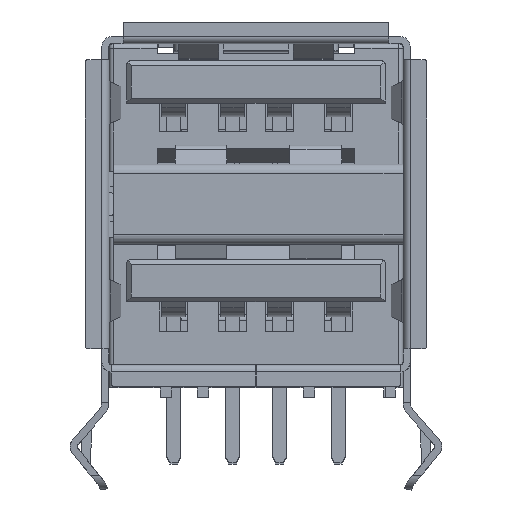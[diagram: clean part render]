
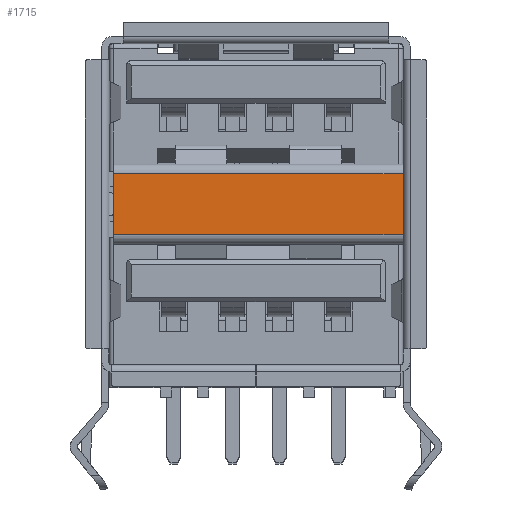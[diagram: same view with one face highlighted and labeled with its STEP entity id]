
A CAD part, front view. The second image highlights one B-rep face of the part: STEP entity #1715.
In plain terms, the highlighted planar face has unit normal (0, -1, 0).
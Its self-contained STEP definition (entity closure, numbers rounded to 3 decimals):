
#1715=ADVANCED_FACE('',(#4610),#4611,.T.);
#4610=FACE_OUTER_BOUND('',#8809,.T.);
#4611=PLANE('',#8810);
#8809=EDGE_LOOP('',(#13826,#13827,#13828,#13829));
#8810=AXIS2_PLACEMENT_3D('',#13830,#13831,#13832);
#13826=ORIENTED_EDGE('',*,*,#26639,.F.);
#13827=ORIENTED_EDGE('',*,*,#26640,.F.);
#13828=ORIENTED_EDGE('',*,*,#26641,.T.);
#13829=ORIENTED_EDGE('',*,*,#26642,.T.);
#13830=CARTESIAN_POINT('',(-6.05,-8.455,1.4));
#13831=DIRECTION('',(0.0,-1.0,0.0));
#13832=DIRECTION('',(0.0,0.0,-1.0));
#26639=EDGE_CURVE('',#32580,#32581,#32582,.T.);
#26640=EDGE_CURVE('',#32583,#32580,#32584,.T.);
#26641=EDGE_CURVE('',#32583,#32585,#32586,.T.);
#26642=EDGE_CURVE('',#32585,#32581,#32587,.T.);
#32580=VERTEX_POINT('',#40928);
#32581=VERTEX_POINT('',#40929);
#32582=LINE('',#40930,#40931);
#32583=VERTEX_POINT('',#40932);
#32584=LINE('',#40933,#40934);
#32585=VERTEX_POINT('',#40935);
#32586=LINE('',#40936,#40937);
#32587=LINE('',#40938,#40939);
#40928=CARTESIAN_POINT('',(6.25,-8.455,1.3));
#40929=CARTESIAN_POINT('',(6.25,-8.455,-1.3));
#40930=CARTESIAN_POINT('',(6.25,-8.455,1.4));
#40931=VECTOR('',#50888,1000.0);
#40932=CARTESIAN_POINT('',(-6.05,-8.455,1.3));
#40933=CARTESIAN_POINT('',(-6.05,-8.455,1.3));
#40934=VECTOR('',#50889,1000.0);
#40935=CARTESIAN_POINT('',(-6.05,-8.455,-1.3));
#40936=CARTESIAN_POINT('',(-6.05,-8.455,1.4));
#40937=VECTOR('',#50890,1000.0);
#40938=CARTESIAN_POINT('',(-6.05,-8.455,-1.3));
#40939=VECTOR('',#50891,1000.0);
#50888=DIRECTION('',(0.0,0.0,-1.0));
#50889=DIRECTION('',(1.0,0.0,0.0));
#50890=DIRECTION('',(0.0,0.0,-1.0));
#50891=DIRECTION('',(1.0,0.0,0.0));
